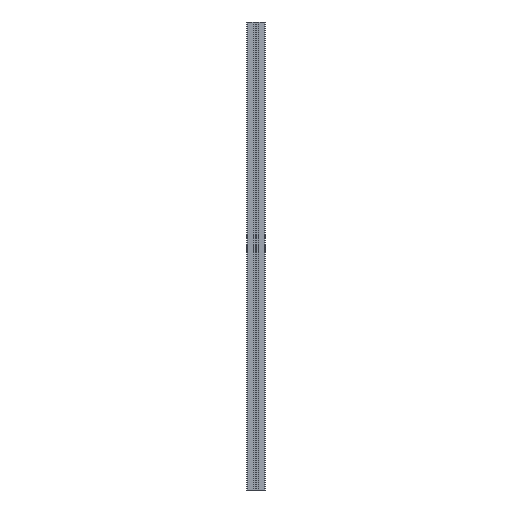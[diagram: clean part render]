
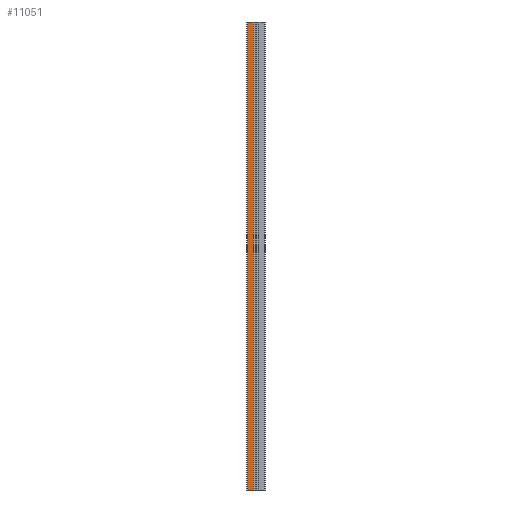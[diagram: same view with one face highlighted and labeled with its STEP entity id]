
A CAD part, left-side view. The second image highlights one B-rep face of the part: STEP entity #11051.
In plain terms, the highlighted planar face has unit normal (-1, 0, 0).
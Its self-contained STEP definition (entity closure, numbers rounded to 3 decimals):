
#253 = EDGE_CURVE ( 'NONE', #3701, #10318, #11262, .T. ) ;
#693 = VECTOR ( 'NONE', #7918, 1000. ) ;
#701 = VERTEX_POINT ( 'NONE', #11174 ) ;
#1997 = CARTESIAN_POINT ( 'NONE',  ( -20., 6.325, -1000. ) ) ;
#2237 = PLANE ( 'NONE',  #2411 ) ;
#2411 = AXIS2_PLACEMENT_3D ( 'NONE', #6087, #5957, #6211 ) ;
#2771 = CARTESIAN_POINT ( 'NONE',  ( -20., 6.325, 0. ) ) ;
#3701 = VERTEX_POINT ( 'NONE', #2771 ) ;
#4030 = ORIENTED_EDGE ( 'NONE', *, *, #8369, .T. ) ;
#4183 = VECTOR ( 'NONE', #10182, 1000. ) ;
#4189 = DIRECTION ( 'NONE',  ( 0., 1., 0. ) ) ;
#5084 = CARTESIAN_POINT ( 'NONE',  ( -20., 20., -1000. ) ) ;
#5352 = CARTESIAN_POINT ( 'NONE',  ( -20., 18., -1000. ) ) ;
#5819 = ORIENTED_EDGE ( 'NONE', *, *, #6990, .F. ) ;
#5957 = DIRECTION ( 'NONE',  ( -1., 0., 0. ) ) ;
#6087 = CARTESIAN_POINT ( 'NONE',  ( -20., 20., -1000. ) ) ;
#6211 = DIRECTION ( 'NONE',  ( 0., 1., 0. ) ) ;
#6468 = ORIENTED_EDGE ( 'NONE', *, *, #11119, .T. ) ;
#6990 = EDGE_CURVE ( 'NONE', #10318, #12296, #9056, .T. ) ;
#7028 = FACE_OUTER_BOUND ( 'NONE', #8368, .T. ) ;
#7088 = LINE ( 'NONE', #10738, #7847 ) ;
#7580 = VECTOR ( 'NONE', #12093, 1000. ) ;
#7847 = VECTOR ( 'NONE', #4189, 1000. ) ;
#7918 = DIRECTION ( 'NONE',  ( 0., 1., 0. ) ) ;
#7923 = CARTESIAN_POINT ( 'NONE',  ( -20., 18., -1000. ) ) ;
#8357 = ORIENTED_EDGE ( 'NONE', *, *, #253, .F. ) ;
#8368 = EDGE_LOOP ( 'NONE', ( #6468, #4030, #5819, #8357 ) ) ;
#8369 = EDGE_CURVE ( 'NONE', #701, #12296, #10071, .T. ) ;
#9056 = LINE ( 'NONE', #5084, #693 ) ;
#10071 = LINE ( 'NONE', #5352, #7580 ) ;
#10182 = DIRECTION ( 'NONE',  ( 0., 0., -1. ) ) ;
#10318 = VERTEX_POINT ( 'NONE', #1997 ) ;
#10738 = CARTESIAN_POINT ( 'NONE',  ( -20., 20., 0. ) ) ;
#11051 = ADVANCED_FACE ( 'NONE', ( #7028 ), #2237, .T. ) ;
#11119 = EDGE_CURVE ( 'NONE', #3701, #701, #7088, .T. ) ;
#11174 = CARTESIAN_POINT ( 'NONE',  ( -20., 18., 0. ) ) ;
#11262 = LINE ( 'NONE', #12144, #4183 ) ;
#12093 = DIRECTION ( 'NONE',  ( 0., 0., -1. ) ) ;
#12144 = CARTESIAN_POINT ( 'NONE',  ( -20., 6.325, -1000. ) ) ;
#12296 = VERTEX_POINT ( 'NONE', #7923 ) ;
